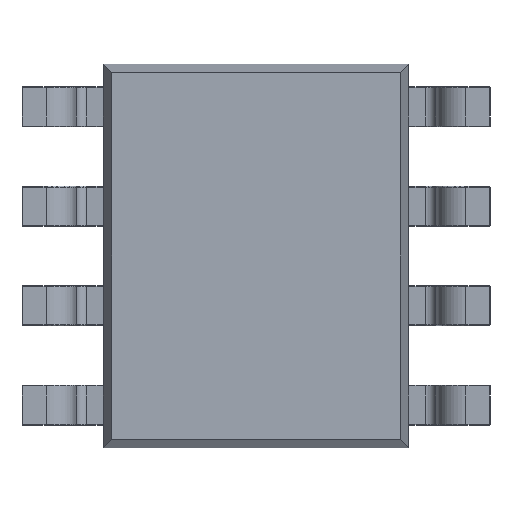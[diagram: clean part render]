
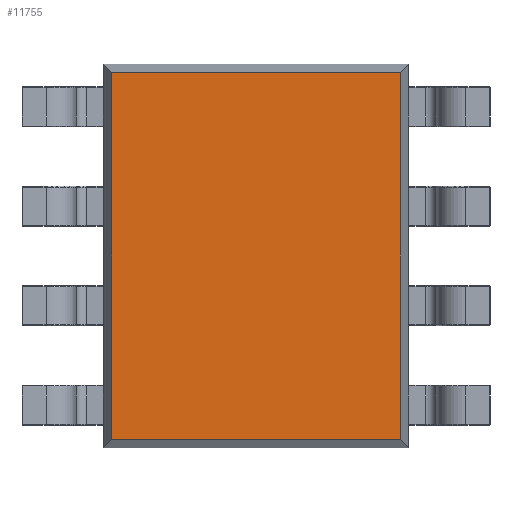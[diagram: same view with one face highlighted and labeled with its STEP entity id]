
A CAD part, front view. The second image highlights one B-rep face of the part: STEP entity #11755.
In plain terms, the highlighted planar face has unit normal (0, -1, 0).
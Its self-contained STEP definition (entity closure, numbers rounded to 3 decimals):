
#503 = ORIENTED_EDGE ( 'NONE', *, *, #4768, .T. ) ;
#1324 = LINE ( 'NONE', #8992, #6658 ) ;
#1554 = CARTESIAN_POINT ( 'NONE',  ( -1.844, 0.25, -2.344 ) ) ;
#1852 = DIRECTION ( 'NONE',  ( 0., 0., -1. ) ) ;
#3557 = VERTEX_POINT ( 'NONE', #11604 ) ;
#4382 = EDGE_CURVE ( 'NONE', #6263, #3557, #8607, .T. ) ;
#4454 = EDGE_LOOP ( 'NONE', ( #9663, #11797, #503, #4623 ) ) ;
#4623 = ORIENTED_EDGE ( 'NONE', *, *, #6524, .T. ) ;
#4768 = EDGE_CURVE ( 'NONE', #3557, #10985, #9347, .T. ) ;
#5625 = FACE_OUTER_BOUND ( 'NONE', #4454, .T. ) ;
#5748 = EDGE_CURVE ( 'NONE', #7516, #6263, #1324, .T. ) ;
#5786 = DIRECTION ( 'NONE',  ( 0., 0., 1. ) ) ;
#5973 = CARTESIAN_POINT ( 'NONE',  ( 1.844, 0.25, -2.45 ) ) ;
#6084 = VECTOR ( 'NONE', #11017, 1000. ) ;
#6181 = CARTESIAN_POINT ( 'NONE',  ( -1.844, 0.25, 2.45 ) ) ;
#6240 = AXIS2_PLACEMENT_3D ( 'NONE', #12357, #7515, #1852 ) ;
#6263 = VERTEX_POINT ( 'NONE', #8503 ) ;
#6524 = EDGE_CURVE ( 'NONE', #10985, #7516, #10888, .T. ) ;
#6658 = VECTOR ( 'NONE', #10689, 1000. ) ;
#7515 = DIRECTION ( 'NONE',  ( 0., -1., 0. ) ) ;
#7516 = VERTEX_POINT ( 'NONE', #1554 ) ;
#8503 = CARTESIAN_POINT ( 'NONE',  ( 1.844, 0.25, -2.344 ) ) ;
#8607 = LINE ( 'NONE', #5973, #10508 ) ;
#8992 = CARTESIAN_POINT ( 'NONE',  ( -1.95, 0.25, -2.344 ) ) ;
#9347 = LINE ( 'NONE', #12232, #10326 ) ;
#9452 = PLANE ( 'NONE',  #6240 ) ;
#9663 = ORIENTED_EDGE ( 'NONE', *, *, #5748, .T. ) ;
#10312 = CARTESIAN_POINT ( 'NONE',  ( -1.844, 0.25, 2.344 ) ) ;
#10326 = VECTOR ( 'NONE', #12298, 1000. ) ;
#10508 = VECTOR ( 'NONE', #5786, 1000. ) ;
#10689 = DIRECTION ( 'NONE',  ( 1., 0., 0. ) ) ;
#10888 = LINE ( 'NONE', #6181, #6084 ) ;
#10985 = VERTEX_POINT ( 'NONE', #10312 ) ;
#11017 = DIRECTION ( 'NONE',  ( 0., 0., -1. ) ) ;
#11604 = CARTESIAN_POINT ( 'NONE',  ( 1.844, 0.25, 2.344 ) ) ;
#11755 = ADVANCED_FACE ( 'NONE', ( #5625 ), #9452, .T. ) ;
#11797 = ORIENTED_EDGE ( 'NONE', *, *, #4382, .T. ) ;
#12232 = CARTESIAN_POINT ( 'NONE',  ( 1.95, 0.25, 2.344 ) ) ;
#12298 = DIRECTION ( 'NONE',  ( -1., 0., 0. ) ) ;
#12357 = CARTESIAN_POINT ( 'NONE',  ( 0., 0.25, 0. ) ) ;
